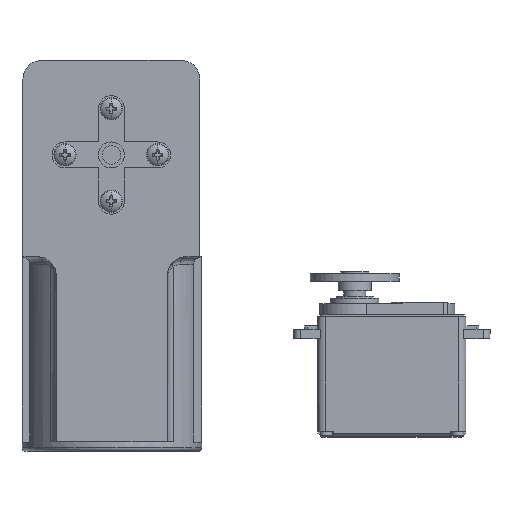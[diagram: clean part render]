
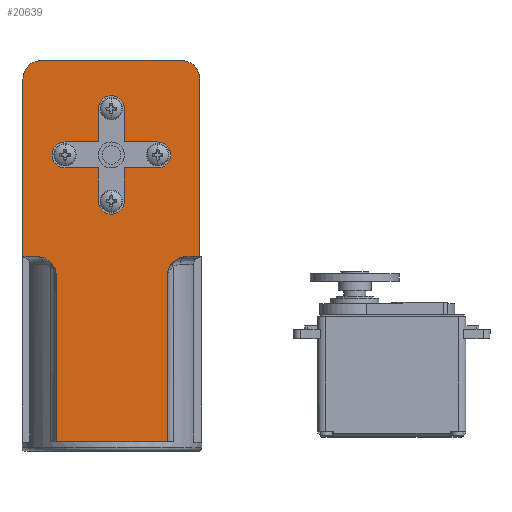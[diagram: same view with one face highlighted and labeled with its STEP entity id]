
A CAD part, top view. The second image highlights one B-rep face of the part: STEP entity #20639.
In plain terms, the highlighted planar face has unit normal (0, 0, 1).
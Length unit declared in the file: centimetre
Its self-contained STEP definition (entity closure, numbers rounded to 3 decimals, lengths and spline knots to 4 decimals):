
#1710=PLANE('',#22300);
#3244=LINE('',#38658,#4845);
#3264=LINE('',#38749,#4865);
#3278=LINE('',#38886,#4879);
#3281=LINE('',#38891,#4882);
#3285=LINE('',#38955,#4886);
#3287=LINE('',#38970,#4888);
#3289=LINE('',#38973,#4890);
#3290=LINE('',#38975,#4891);
#3291=LINE('',#38977,#4892);
#4845=VECTOR('',#26978,1.);
#4865=VECTOR('',#27048,1.);
#4879=VECTOR('',#27108,1.);
#4882=VECTOR('',#27113,1.);
#4886=VECTOR('',#27135,1.);
#4888=VECTOR('',#27143,1.);
#4890=VECTOR('',#27147,1.);
#4891=VECTOR('',#27150,1.);
#4892=VECTOR('',#27153,1.);
#5391=FACE_BOUND('',#8225,.T.);
#5392=FACE_BOUND('',#8226,.T.);
#5393=FACE_BOUND('',#8227,.T.);
#5394=FACE_BOUND('',#8228,.T.);
#5395=FACE_BOUND('',#8229,.T.);
#6932=FACE_OUTER_BOUND('',#8224,.T.);
#8224=EDGE_LOOP('',(#19324,#19325,#19326,#19327,#19328,#19329,#19330,#19331,
#19332,#19333,#19334,#19335,#19336));
#8225=EDGE_LOOP('',(#19337));
#8226=EDGE_LOOP('',(#19338));
#8227=EDGE_LOOP('',(#19339));
#8228=EDGE_LOOP('',(#19340));
#8229=EDGE_LOOP('',(#19341));
#8876=CIRCLE('',#22227,0.5);
#8884=CIRCLE('',#22238,0.5);
#8885=CIRCLE('',#22240,0.175);
#8886=CIRCLE('',#22242,0.175);
#8887=CIRCLE('',#22244,0.175);
#8888=CIRCLE('',#22246,0.175);
#8889=CIRCLE('',#22248,0.5);
#8901=CIRCLE('',#22269,0.5);
#8917=CIRCLE('',#22293,0.5);
#10706=VERTEX_POINT('',#38628);
#10707=VERTEX_POINT('',#38629);
#10719=VERTEX_POINT('',#38657);
#10720=VERTEX_POINT('',#38661);
#10721=VERTEX_POINT('',#38665);
#10722=VERTEX_POINT('',#38668);
#10723=VERTEX_POINT('',#38671);
#10724=VERTEX_POINT('',#38674);
#10725=VERTEX_POINT('',#38677);
#10749=VERTEX_POINT('',#38748);
#10759=VERTEX_POINT('',#38822);
#10760=VERTEX_POINT('',#38824);
#10761=VERTEX_POINT('',#38828);
#10779=VERTEX_POINT('',#38885);
#10780=VERTEX_POINT('',#38889);
#10785=VERTEX_POINT('',#38948);
#10786=VERTEX_POINT('',#38950);
#10787=VERTEX_POINT('',#38954);
#13549=EDGE_CURVE('',#10706,#10707,#8876,.T.);
#13563=EDGE_CURVE('',#10707,#10719,#3244,.T.);
#13565=EDGE_CURVE('',#10719,#10720,#8884,.T.);
#13567=EDGE_CURVE('',#10721,#10721,#8885,.T.);
#13568=EDGE_CURVE('',#10722,#10722,#8886,.T.);
#13569=EDGE_CURVE('',#10723,#10723,#8887,.T.);
#13570=EDGE_CURVE('',#10724,#10724,#8888,.T.);
#13571=EDGE_CURVE('',#10725,#10725,#8889,.T.);
#13599=EDGE_CURVE('',#10749,#10720,#3264,.T.);
#13613=EDGE_CURVE('',#10759,#10760,#8901,.T.);
#13637=EDGE_CURVE('',#10779,#10760,#3278,.T.);
#13640=EDGE_CURVE('',#10759,#10780,#3281,.T.);
#13649=EDGE_CURVE('',#10785,#10786,#8917,.T.);
#13651=EDGE_CURVE('',#10786,#10787,#3285,.T.);
#13655=EDGE_CURVE('',#10785,#10749,#3287,.T.);
#13657=EDGE_CURVE('',#10779,#10706,#3289,.T.);
#13658=EDGE_CURVE('',#10787,#10761,#3290,.T.);
#13659=EDGE_CURVE('',#10761,#10780,#3291,.T.);
#19324=ORIENTED_EDGE('',*,*,#13549,.F.);
#19325=ORIENTED_EDGE('',*,*,#13657,.F.);
#19326=ORIENTED_EDGE('',*,*,#13637,.T.);
#19327=ORIENTED_EDGE('',*,*,#13613,.F.);
#19328=ORIENTED_EDGE('',*,*,#13640,.T.);
#19329=ORIENTED_EDGE('',*,*,#13659,.F.);
#19330=ORIENTED_EDGE('',*,*,#13658,.F.);
#19331=ORIENTED_EDGE('',*,*,#13651,.F.);
#19332=ORIENTED_EDGE('',*,*,#13649,.F.);
#19333=ORIENTED_EDGE('',*,*,#13655,.T.);
#19334=ORIENTED_EDGE('',*,*,#13599,.T.);
#19335=ORIENTED_EDGE('',*,*,#13565,.F.);
#19336=ORIENTED_EDGE('',*,*,#13563,.F.);
#19337=ORIENTED_EDGE('',*,*,#13567,.T.);
#19338=ORIENTED_EDGE('',*,*,#13568,.T.);
#19339=ORIENTED_EDGE('',*,*,#13569,.T.);
#19340=ORIENTED_EDGE('',*,*,#13570,.T.);
#19341=ORIENTED_EDGE('',*,*,#13571,.T.);
#20639=ADVANCED_FACE('',(#6932,#5391,#5392,#5393,#5394,#5395),#1710,.T.);
#22227=AXIS2_PLACEMENT_3D('',#38630,#26952,#26953);
#22238=AXIS2_PLACEMENT_3D('',#38662,#26982,#26983);
#22240=AXIS2_PLACEMENT_3D('',#38666,#26987,#26988);
#22242=AXIS2_PLACEMENT_3D('',#38669,#26991,#26992);
#22244=AXIS2_PLACEMENT_3D('',#38672,#26995,#26996);
#22246=AXIS2_PLACEMENT_3D('',#38675,#26999,#27000);
#22248=AXIS2_PLACEMENT_3D('',#38678,#27003,#27004);
#22269=AXIS2_PLACEMENT_3D('',#38825,#27068,#27069);
#22293=AXIS2_PLACEMENT_3D('',#38951,#27130,#27131);
#22300=AXIS2_PLACEMENT_3D('',#38976,#27151,#27152);
#26952=DIRECTION('center_axis',(0.,0.,-1.));
#26953=DIRECTION('ref_axis',(-0.707,0.707,0.));
#26978=DIRECTION('',(1.,0.,0.));
#26982=DIRECTION('center_axis',(0.,0.,-1.));
#26983=DIRECTION('ref_axis',(0.707,0.707,0.));
#26987=DIRECTION('center_axis',(0.,0.,-1.));
#26988=DIRECTION('ref_axis',(1.,0.,0.));
#26991=DIRECTION('center_axis',(0.,0.,-1.));
#26992=DIRECTION('ref_axis',(1.,0.,0.));
#26995=DIRECTION('center_axis',(0.,0.,-1.));
#26996=DIRECTION('ref_axis',(1.,0.,0.));
#26999=DIRECTION('center_axis',(0.,0.,-1.));
#27000=DIRECTION('ref_axis',(1.,0.,0.));
#27003=DIRECTION('center_axis',(0.,0.,-1.));
#27004=DIRECTION('ref_axis',(1.,0.,0.));
#27048=DIRECTION('',(0.,1.,0.));
#27068=DIRECTION('center_axis',(0.,0.,1.));
#27069=DIRECTION('ref_axis',(0.707,0.707,0.));
#27108=DIRECTION('',(1.,0.,0.));
#27113=DIRECTION('',(0.,-1.,0.));
#27130=DIRECTION('center_axis',(0.,0.,1.));
#27131=DIRECTION('ref_axis',(-0.707,0.707,0.));
#27135=DIRECTION('',(0.,-1.,0.));
#27143=DIRECTION('',(1.,0.,0.));
#27147=DIRECTION('',(0.,1.,0.));
#27150=DIRECTION('',(-1.,0.,0.));
#27151=DIRECTION('center_axis',(0.,0.,1.));
#27152=DIRECTION('ref_axis',(-1.,0.,0.));
#27153=DIRECTION('',(-1.,0.,0.));
#38628=CARTESIAN_POINT('',(-2.4,10.05,2.425));
#38629=CARTESIAN_POINT('',(-1.9,10.55,2.425));
#38630=CARTESIAN_POINT('Origin',(-1.9,10.05,2.425));
#38657=CARTESIAN_POINT('',(1.8729,10.55,2.425));
#38658=CARTESIAN_POINT('',(-2.4,10.55,2.425));
#38661=CARTESIAN_POINT('',(2.3729,10.05,2.425));
#38662=CARTESIAN_POINT('Origin',(1.8729,10.05,2.425));
#38665=CARTESIAN_POINT('',(-0.1886,6.75,2.425));
#38666=CARTESIAN_POINT('Origin',(-0.0136,6.75,2.425));
#38668=CARTESIAN_POINT('',(1.0614,8.,2.425));
#38669=CARTESIAN_POINT('Origin',(1.2364,8.,2.425));
#38671=CARTESIAN_POINT('',(-0.1886,9.25,2.425));
#38672=CARTESIAN_POINT('Origin',(-0.0136,9.25,2.425));
#38674=CARTESIAN_POINT('',(-1.4386,8.,2.425));
#38675=CARTESIAN_POINT('Origin',(-1.2636,8.,2.425));
#38677=CARTESIAN_POINT('',(-0.5136,8.,2.425));
#38678=CARTESIAN_POINT('Origin',(-0.0136,8.,2.425));
#38748=CARTESIAN_POINT('',(2.3729,5.25,2.425));
#38749=CARTESIAN_POINT('',(2.3729,5.25,2.425));
#38822=CARTESIAN_POINT('',(-1.5,4.75,2.425));
#38824=CARTESIAN_POINT('',(-2.,5.25,2.425));
#38825=CARTESIAN_POINT('Origin',(-2.,4.75,2.425));
#38828=CARTESIAN_POINT('',(0.,0.25,2.425));
#38885=CARTESIAN_POINT('',(-2.4,5.25,2.425));
#38886=CARTESIAN_POINT('',(-2.4,5.25,2.425));
#38889=CARTESIAN_POINT('',(-1.5,0.25,2.425));
#38891=CARTESIAN_POINT('',(-1.5,5.25,2.425));
#38948=CARTESIAN_POINT('',(2.,5.25,2.425));
#38950=CARTESIAN_POINT('',(1.5,4.75,2.425));
#38951=CARTESIAN_POINT('Origin',(2.,4.75,2.425));
#38954=CARTESIAN_POINT('',(1.5,0.25,2.425));
#38955=CARTESIAN_POINT('',(1.5,5.25,2.425));
#38970=CARTESIAN_POINT('',(-2.4,5.25,2.425));
#38973=CARTESIAN_POINT('',(-2.4,5.25,2.425));
#38975=CARTESIAN_POINT('',(1.5,0.25,2.425));
#38976=CARTESIAN_POINT('Origin',(0.,5.25,2.425));
#38977=CARTESIAN_POINT('',(1.5,0.25,2.425));
